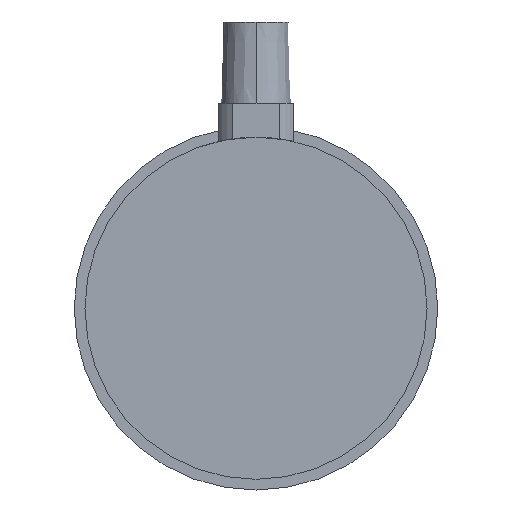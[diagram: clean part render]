
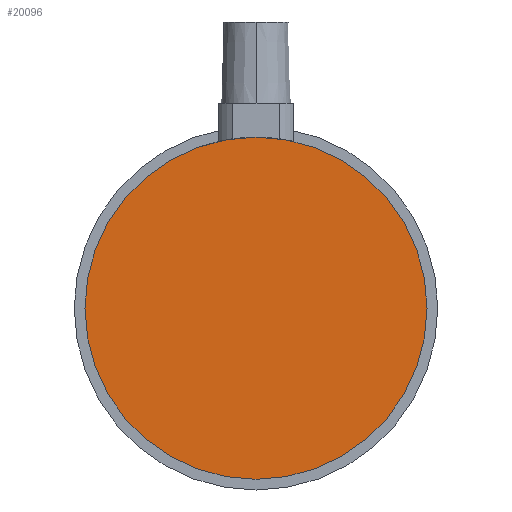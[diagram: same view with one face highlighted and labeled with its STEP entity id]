
A CAD part, front view. The second image highlights one B-rep face of the part: STEP entity #20096.
In plain terms, the highlighted planar face has unit normal (0, -1, 0).
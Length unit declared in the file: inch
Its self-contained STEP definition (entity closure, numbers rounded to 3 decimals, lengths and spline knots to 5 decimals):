
#1478 = CARTESIAN_POINT ( 'NONE',  ( 1.24528, 12.25833, -0.20875 ) ) ;
#3371 = DIRECTION ( 'NONE',  ( 0., 0., 1. ) ) ;
#6039 = DIRECTION ( 'NONE',  ( 0., 0., 1. ) ) ;
#12990 = AXIS2_PLACEMENT_3D ( 'NONE', #16929, #30649, #3371 ) ;
#13648 = ORIENTED_EDGE ( 'NONE', *, *, #50318, .F. ) ;
#16929 = CARTESIAN_POINT ( 'NONE',  ( 1.24528, 12.25833, -0.20875 ) ) ;
#17713 = CARTESIAN_POINT ( 'NONE',  ( 1.24528, 12.25833, 1.03125 ) ) ;
#17734 = CIRCLE ( 'NONE', #30180, 1.24 ) ;
#20096 = ADVANCED_FACE ( 'NONE', ( #30753 ), #57860, .F. ) ;
#22068 = DIRECTION ( 'NONE',  ( 0., 1., 0. ) ) ;
#30180 = AXIS2_PLACEMENT_3D ( 'NONE', #49314, #22068, #53885 ) ;
#30649 = DIRECTION ( 'NONE',  ( 0., 1., 0. ) ) ;
#30753 = FACE_OUTER_BOUND ( 'NONE', #48920, .T. ) ;
#33288 = DIRECTION ( 'NONE',  ( 0., 1., 0. ) ) ;
#33904 = AXIS2_PLACEMENT_3D ( 'NONE', #1478, #33288, #6039 ) ;
#34094 = CIRCLE ( 'NONE', #33904, 1.24 ) ;
#38272 = CARTESIAN_POINT ( 'NONE',  ( 1.24528, 12.25833, -1.44875 ) ) ;
#48920 = EDGE_LOOP ( 'NONE', ( #53901, #13648 ) ) ;
#49314 = CARTESIAN_POINT ( 'NONE',  ( 1.24528, 12.25833, -0.20875 ) ) ;
#50318 = EDGE_CURVE ( 'NONE', #54829, #57254, #34094, .T. ) ;
#53885 = DIRECTION ( 'NONE',  ( 0., 0., 1. ) ) ;
#53901 = ORIENTED_EDGE ( 'NONE', *, *, #56877, .F. ) ;
#54829 = VERTEX_POINT ( 'NONE', #17713 ) ;
#56877 = EDGE_CURVE ( 'NONE', #57254, #54829, #17734, .T. ) ;
#57254 = VERTEX_POINT ( 'NONE', #38272 ) ;
#57860 = PLANE ( 'NONE',  #12990 ) ;
